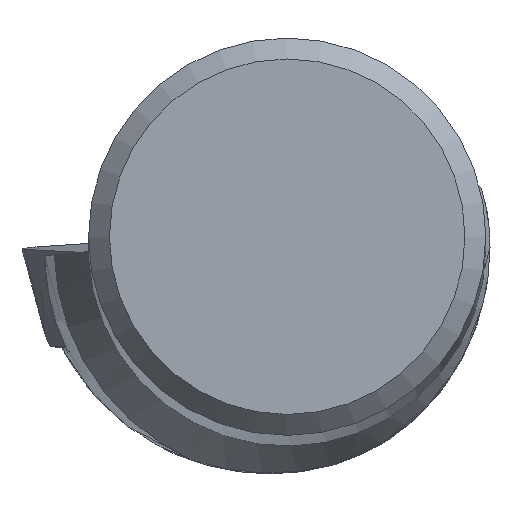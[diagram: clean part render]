
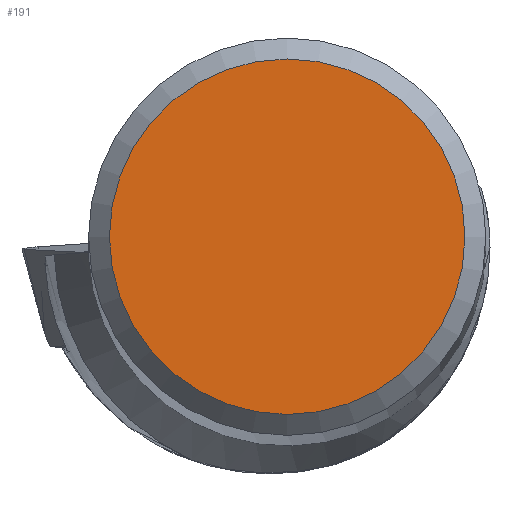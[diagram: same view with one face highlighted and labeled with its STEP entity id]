
A CAD part, top view. The second image highlights one B-rep face of the part: STEP entity #191.
In plain terms, the highlighted planar face has unit normal (0, 0, 1).
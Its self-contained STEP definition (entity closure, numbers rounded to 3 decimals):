
#152=FACE_OUTER_BOUND('',#395,.T.);
#191=ADVANCED_FACE('',(#152),#221,.T.);
#221=PLANE('',#921);
#395=EDGE_LOOP('',(#505));
#505=ORIENTED_EDGE('',*,*,#749,.T.);
#667=VERTEX_POINT('',#1366);
#749=EDGE_CURVE('',#667,#667,#808,.T.);
#808=CIRCLE('',#920,4.256);
#920=AXIS2_PLACEMENT_3D('',#1365,#1067,#1068);
#921=AXIS2_PLACEMENT_3D('',#1367,#1069,#1070);
#1067=DIRECTION('',(0.,0.,1.));
#1068=DIRECTION('',(1.,0.,0.));
#1069=DIRECTION('',(0.,0.,1.));
#1070=DIRECTION('',(1.,0.,0.));
#1365=CARTESIAN_POINT('',(0.,0.,0.));
#1366=CARTESIAN_POINT('',(4.256,0.,0.));
#1367=CARTESIAN_POINT('',(0.,0.,
0.));
